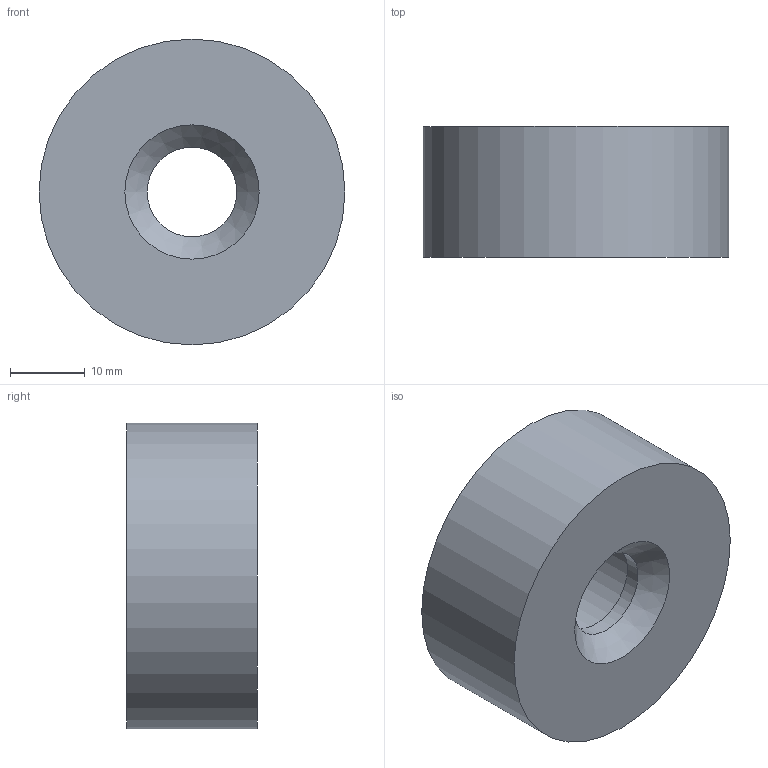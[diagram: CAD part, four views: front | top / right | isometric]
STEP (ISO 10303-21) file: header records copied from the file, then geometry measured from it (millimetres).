
FILE_DESCRIPTION(/* description */ (''),/* implementation_level */ '2;1');
FILE_NAME(/* name */ 'G74Retainer v1.step',/* time_stamp */ '2023-09-28T22:44:41-04:00',/* author */ (''),/* organization */ (''),/* preprocessor_version */ 'ST-DEVELOPER v20',/* originating_system */ 'Autodesk Translation Framework v12.14.0.127',/* authorisation */ '');
FILE_SCHEMA (('AUTOMOTIVE_DESIGN { 1 0 10303 214 3 1 1 }'));
Length unit declared in the file: millimetre
Products named in the file (1): G74Retainer
Bounding box: 41 x 17.5 x 41 mm (x, y, z)
Volume: 10601.1 mm3; surface area: 8574.1 mm2
Topology: 1 solids, 1 shells, 25 faces, 59 edges, 39 vertices
Faces by surface type: cylinder 13, plane 5, bspline 4, torus 2, cone 1
Full cylindrical faces by diameter (mm): 12 x1, 17 x1, 21 x1, 34.97 x3, 39.439 x2, 41 x1
Entity records: 2431 total; most frequent: CARTESIAN_POINT 1852, ORIENTED_EDGE 118, DIRECTION 96, EDGE_CURVE 59, AXIS2_PLACEMENT_3D 42, VERTEX_POINT 39, EDGE_LOOP 30, B_SPLINE_CURVE_WITH_KNOTS 27
